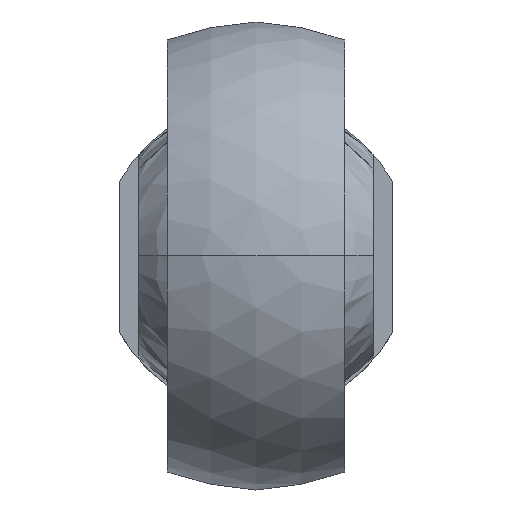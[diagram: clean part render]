
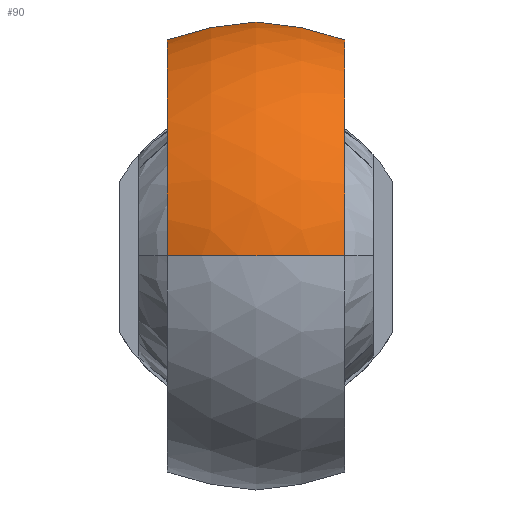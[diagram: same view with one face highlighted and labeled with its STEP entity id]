
A CAD part, top view. The second image highlights one B-rep face of the part: STEP entity #90.
In plain terms, the highlighted spherical face has radius 12 mm.
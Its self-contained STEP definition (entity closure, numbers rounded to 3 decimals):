
#90=ADVANCED_FACE('',(#139),#140,.T.);
#139=FACE_OUTER_BOUND('',#224,.T.);
#140=SPHERICAL_SURFACE('',#225,12.0);
#224=EDGE_LOOP('',(#347,#348,#349,#350,#351));
#225=AXIS2_PLACEMENT_3D('',#352,#353,#354);
#347=ORIENTED_EDGE('',*,*,#611,.F.);
#348=ORIENTED_EDGE('',*,*,#612,.F.);
#349=ORIENTED_EDGE('',*,*,#613,.T.);
#350=ORIENTED_EDGE('',*,*,#614,.T.);
#351=ORIENTED_EDGE('',*,*,#615,.F.);
#352=CARTESIAN_POINT('',(0.,0.0,36.0));
#353=DIRECTION('',(-1.0,0.0,0.));
#354=DIRECTION('',(0.,0.0,1.0));
#611=EDGE_CURVE('',#717,#718,#719,.T.);
#612=EDGE_CURVE('',#720,#717,#721,.T.);
#613=EDGE_CURVE('',#720,#722,#723,.T.);
#614=EDGE_CURVE('',#722,#724,#725,.T.);
#615=EDGE_CURVE('',#718,#724,#726,.T.);
#717=VERTEX_POINT('',#890);
#718=VERTEX_POINT('',#891);
#719=CIRCLE('',#892,12.0);
#720=VERTEX_POINT('',#893);
#721=CIRCLE('',#894,11.098);
#722=VERTEX_POINT('',#895);
#723=CIRCLE('',#896,10.958);
#724=VERTEX_POINT('',#897);
#725=CIRCLE('',#898,10.958);
#726=CIRCLE('',#899,11.098);
#890=CARTESIAN_POINT('',(4.564,0.,47.098));
#891=CARTESIAN_POINT('',(-4.564,0.,47.098));
#892=AXIS2_PLACEMENT_3D('',#1136,#1137,#1138);
#893=CARTESIAN_POINT('',(4.564,9.963,31.109));
#894=AXIS2_PLACEMENT_3D('',#1139,#1140,#1141);
#895=CARTESIAN_POINT('',(0.,10.958,31.109));
#896=AXIS2_PLACEMENT_3D('',#1142,#1143,#1144);
#897=CARTESIAN_POINT('',(-4.564,9.963,31.109));
#898=AXIS2_PLACEMENT_3D('',#1145,#1146,#1147);
#899=AXIS2_PLACEMENT_3D('',#1148,#1149,#1150);
#1136=CARTESIAN_POINT('',(0.,0.0,36.0));
#1137=DIRECTION('',(0.,-1.0,0.));
#1138=DIRECTION('',(0.0,0.,1.0));
#1139=CARTESIAN_POINT('',(4.564,0.,36.0));
#1140=DIRECTION('',(1.0,0.,0.));
#1141=DIRECTION('',(0.,-1.0,0.));
#1142=CARTESIAN_POINT('',(0.,0.0,31.109));
#1143=DIRECTION('',(0.,-0.0,1.0));
#1144=DIRECTION('',(0.0,1.0,0.0));
#1145=CARTESIAN_POINT('',(0.,0.0,31.109));
#1146=DIRECTION('',(0.,-0.0,1.0));
#1147=DIRECTION('',(0.0,1.0,0.0));
#1148=CARTESIAN_POINT('',(-4.564,0.,36.0));
#1149=DIRECTION('',(-1.0,0.,0.));
#1150=DIRECTION('',(0.,1.0,0.));
